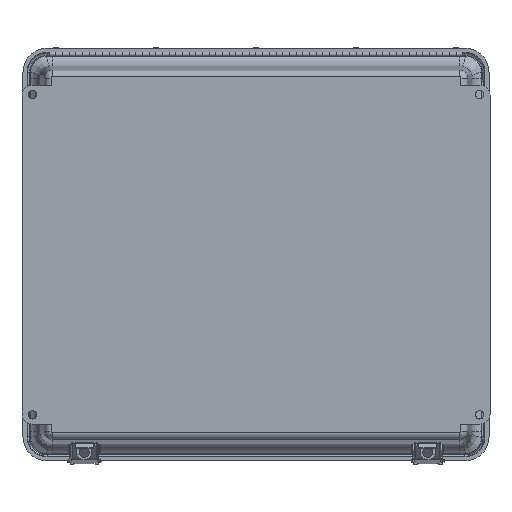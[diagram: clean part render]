
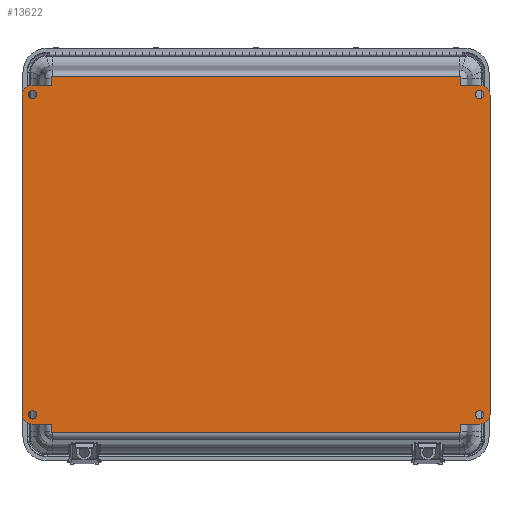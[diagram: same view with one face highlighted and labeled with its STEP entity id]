
A CAD part, top view. The second image highlights one B-rep face of the part: STEP entity #13622.
In plain terms, the highlighted planar face has unit normal (0, 0, 1).
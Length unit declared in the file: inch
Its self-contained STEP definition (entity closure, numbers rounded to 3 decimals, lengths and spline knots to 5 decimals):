
#414=LINE($,#20586,#1549);
#419=LINE($,#20598,#1554);
#428=LINE($,#20681,#1563);
#433=LINE($,#20693,#1568);
#435=LINE($,#20702,#1570);
#436=LINE($,#20724,#1571);
#439=LINE($,#20728,#1574);
#440=LINE($,#20744,#1575);
#458=LINE($,#21228,#1593);
#460=LINE($,#21259,#1595);
#461=LINE($,#21263,#1596);
#464=LINE($,#21269,#1599);
#1549=VECTOR($,#16291,0.71464);
#1554=VECTOR($,#16306,11.9375);
#1563=VECTOR($,#16365,0.71464);
#1568=VECTOR($,#16380,11.9375);
#1570=VECTOR($,#16392,0.71464);
#1571=VECTOR($,#16405,15.265);
#1574=VECTOR($,#16410,0.27345);
#1575=VECTOR($,#16419,0.27345);
#1593=VECTOR($,#16487,15.265);
#1595=VECTOR($,#16505,0.27345);
#1596=VECTOR($,#16510,0.27345);
#1599=VECTOR($,#16519,0.71464);
#2677=PLANE($,#14579);
#3007=CIRCLE($,#14333,0.156);
#3009=CIRCLE($,#14336,0.156);
#3011=CIRCLE($,#14339,0.156);
#3013=CIRCLE($,#14342,0.156);
#3065=CIRCLE($,#14460,0.375);
#3066=CIRCLE($,#14463,0.375);
#3082=CIRCLE($,#14490,0.375);
#3083=CIRCLE($,#14493,0.375);
#3086=CIRCLE($,#14498,0.04346);
#3091=CIRCLE($,#14505,0.04346);
#3112=CIRCLE($,#14535,0.04346);
#3116=CIRCLE($,#14539,0.04346);
#3725=FACE_BOUND($,#5028,.T.);
#3726=FACE_BOUND($,#5029,.T.);
#3727=FACE_BOUND($,#5030,.T.);
#3728=FACE_BOUND($,#5031,.T.);
#3729=FACE_BOUND($,#5032,.T.);
#5028=EDGE_LOOP($,(#9981));
#5029=EDGE_LOOP($,(#9982));
#5030=EDGE_LOOP($,(#9983));
#5031=EDGE_LOOP($,(#9984));
#5032=EDGE_LOOP($,(#9985,#9986,#9987,#9988,#9989,#9990,#9991,#9992,#9993,
#9994,#9995,#9996,#9997,#9998,#9999,#10000,#10001,#10002,#10003,#10004));
#6060=VERTEX_POINT($,#20135);
#6062=VERTEX_POINT($,#20140);
#6064=VERTEX_POINT($,#20145);
#6066=VERTEX_POINT($,#20150);
#6201=VERTEX_POINT($,#20583);
#6202=VERTEX_POINT($,#20585);
#6203=VERTEX_POINT($,#20592);
#6204=VERTEX_POINT($,#20596);
#6205=VERTEX_POINT($,#20600);
#6224=VERTEX_POINT($,#20678);
#6225=VERTEX_POINT($,#20680);
#6226=VERTEX_POINT($,#20687);
#6227=VERTEX_POINT($,#20691);
#6228=VERTEX_POINT($,#20695);
#6229=VERTEX_POINT($,#20700);
#6231=VERTEX_POINT($,#20713);
#6232=VERTEX_POINT($,#20715);
#6235=VERTEX_POINT($,#20722);
#6237=VERTEX_POINT($,#20739);
#6261=VERTEX_POINT($,#21225);
#6262=VERTEX_POINT($,#21227);
#6264=VERTEX_POINT($,#21241);
#6265=VERTEX_POINT($,#21254);
#6266=VERTEX_POINT($,#21261);
#7404=EDGE_CURVE($,#6060,#6060,#3007,.T.);
#7406=EDGE_CURVE($,#6062,#6062,#3009,.T.);
#7408=EDGE_CURVE($,#6064,#6064,#3011,.T.);
#7410=EDGE_CURVE($,#6066,#6066,#3013,.T.);
#7587=EDGE_CURVE($,#6201,#6202,#414,.T.);
#7592=EDGE_CURVE($,#6203,#6201,#3065,.T.);
#7594=EDGE_CURVE($,#6204,#6203,#419,.T.);
#7596=EDGE_CURVE($,#6205,#6204,#3066,.T.);
#7622=EDGE_CURVE($,#6224,#6225,#428,.T.);
#7627=EDGE_CURVE($,#6226,#6224,#3082,.T.);
#7629=EDGE_CURVE($,#6226,#6227,#433,.T.);
#7631=EDGE_CURVE($,#6228,#6227,#3083,.T.);
#7633=EDGE_CURVE($,#6229,#6205,#435,.T.);
#7635=EDGE_CURVE($,#6231,#6232,#3086,.T.);
#7639=EDGE_CURVE($,#6235,#6231,#436,.T.);
#7642=EDGE_CURVE($,#6232,#6229,#439,.T.);
#7644=EDGE_CURVE($,#6237,#6235,#3091,.T.);
#7646=EDGE_CURVE($,#6225,#6237,#440,.T.);
#7693=EDGE_CURVE($,#6261,#6262,#458,.T.);
#7697=EDGE_CURVE($,#6264,#6261,#3112,.T.);
#7701=EDGE_CURVE($,#6262,#6265,#3116,.T.);
#7702=EDGE_CURVE($,#6202,#6264,#460,.T.);
#7704=EDGE_CURVE($,#6265,#6266,#461,.T.);
#7707=EDGE_CURVE($,#6266,#6228,#464,.T.);
#9981=ORIENTED_EDGE($,*,*,#7404,.T.);
#9982=ORIENTED_EDGE($,*,*,#7406,.T.);
#9983=ORIENTED_EDGE($,*,*,#7408,.T.);
#9984=ORIENTED_EDGE($,*,*,#7410,.T.);
#9985=ORIENTED_EDGE($,*,*,#7592,.F.);
#9986=ORIENTED_EDGE($,*,*,#7594,.F.);
#9987=ORIENTED_EDGE($,*,*,#7596,.F.);
#9988=ORIENTED_EDGE($,*,*,#7633,.F.);
#9989=ORIENTED_EDGE($,*,*,#7642,.F.);
#9990=ORIENTED_EDGE($,*,*,#7635,.F.);
#9991=ORIENTED_EDGE($,*,*,#7639,.F.);
#9992=ORIENTED_EDGE($,*,*,#7644,.F.);
#9993=ORIENTED_EDGE($,*,*,#7646,.F.);
#9994=ORIENTED_EDGE($,*,*,#7622,.F.);
#9995=ORIENTED_EDGE($,*,*,#7627,.F.);
#9996=ORIENTED_EDGE($,*,*,#7629,.T.);
#9997=ORIENTED_EDGE($,*,*,#7631,.F.);
#9998=ORIENTED_EDGE($,*,*,#7707,.F.);
#9999=ORIENTED_EDGE($,*,*,#7704,.F.);
#10000=ORIENTED_EDGE($,*,*,#7701,.F.);
#10001=ORIENTED_EDGE($,*,*,#7693,.F.);
#10002=ORIENTED_EDGE($,*,*,#7697,.F.);
#10003=ORIENTED_EDGE($,*,*,#7702,.F.);
#10004=ORIENTED_EDGE($,*,*,#7587,.F.);
#13622=ADVANCED_FACE($,(#3725,#3726,#3727,#3728,#3729),#2677,.T.);
#14333=AXIS2_PLACEMENT_3D($,#20136,#15944,#15945);
#14336=AXIS2_PLACEMENT_3D($,#20141,#15950,#15951);
#14339=AXIS2_PLACEMENT_3D($,#20146,#15956,#15957);
#14342=AXIS2_PLACEMENT_3D($,#20151,#15962,#15963);
#14460=AXIS2_PLACEMENT_3D($,#20594,#16301,#16302);
#14463=AXIS2_PLACEMENT_3D($,#20602,#16310,#16311);
#14490=AXIS2_PLACEMENT_3D($,#20689,#16375,#16376);
#14493=AXIS2_PLACEMENT_3D($,#20697,#16384,#16385);
#14498=AXIS2_PLACEMENT_3D($,#20716,#16395,#16396);
#14505=AXIS2_PLACEMENT_3D($,#20741,#16413,#16414);
#14535=AXIS2_PLACEMENT_3D($,#21243,#16493,#16494);
#14539=AXIS2_PLACEMENT_3D($,#21257,#16501,#16502);
#14579=AXIS2_PLACEMENT_3D($,#21356,#16608,#16609);
#15944=DIRECTION('center_axis',(0.,0.,-1.));
#15945=DIRECTION('ref_axis',(-1.,0.,0.));
#15950=DIRECTION('center_axis',(0.,0.,-1.));
#15951=DIRECTION('ref_axis',(-1.,0.,0.));
#15956=DIRECTION('center_axis',(0.,0.,-1.));
#15957=DIRECTION('ref_axis',(-1.,0.,0.));
#15962=DIRECTION('center_axis',(0.,0.,-1.));
#15963=DIRECTION('ref_axis',(-1.,0.,0.));
#16291=DIRECTION($,(-1.,0.,0.));
#16301=DIRECTION('center_axis',(0.,0.,-1.));
#16302=DIRECTION('ref_axis',(0.707,-0.707,0.));
#16306=DIRECTION($,(0.,-1.,0.));
#16310=DIRECTION('center_axis',(0.,0.,-1.));
#16311=DIRECTION('ref_axis',(0.707,0.707,0.));
#16365=DIRECTION($,(1.,0.,0.));
#16375=DIRECTION('center_axis',(0.,0.,-1.));
#16376=DIRECTION('ref_axis',(-0.707,0.707,0.));
#16380=DIRECTION($,(0.,-1.,0.));
#16384=DIRECTION('center_axis',(0.,0.,-1.));
#16385=DIRECTION('ref_axis',(-0.707,-0.707,0.));
#16392=DIRECTION($,(1.,0.,0.));
#16395=DIRECTION('center_axis',(0.,0.,-1.));
#16396=DIRECTION('ref_axis',(0.707,0.707,0.));
#16405=DIRECTION($,(1.,0.,0.));
#16410=DIRECTION($,(0.,-1.,0.));
#16413=DIRECTION('center_axis',(0.,0.,-1.));
#16414=DIRECTION('ref_axis',(-0.707,0.707,0.));
#16419=DIRECTION($,(0.,1.,0.));
#16487=DIRECTION($,(-1.,0.,0.));
#16493=DIRECTION('center_axis',(0.,0.,-1.));
#16494=DIRECTION('ref_axis',(0.707,-0.707,0.));
#16501=DIRECTION('center_axis',(0.,0.,-1.));
#16502=DIRECTION('ref_axis',(-0.707,-0.707,0.));
#16505=DIRECTION($,(0.,-1.,0.));
#16510=DIRECTION($,(0.,1.,0.));
#16519=DIRECTION($,(-1.,0.,0.));
#16608=DIRECTION('center_axis',(0.,0.,1.));
#16609=DIRECTION('ref_axis',(1.,0.,0.));
#20135=CARTESIAN_POINT('',(-8.219,-6.,6.));
#20136=CARTESIAN_POINT('Origin',(-8.375,-6.,6.));
#20140=CARTESIAN_POINT('',(8.531,-6.,6.));
#20141=CARTESIAN_POINT('Origin',(8.375,-6.,6.));
#20145=CARTESIAN_POINT('',(8.531,6.,6.));
#20146=CARTESIAN_POINT('Origin',(8.375,6.,6.));
#20150=CARTESIAN_POINT('',(-8.219,6.,6.));
#20151=CARTESIAN_POINT('Origin',(-8.375,6.,6.));
#20583=CARTESIAN_POINT('',(8.3906,-6.34375,6.));
#20585=CARTESIAN_POINT('',(7.67596,-6.34375,6.));
#20586=CARTESIAN_POINT($,(4.3828,-6.34375,6.));
#20592=CARTESIAN_POINT('',(8.7656,-5.96875,6.));
#20594=CARTESIAN_POINT('Origin',(8.3906,-5.96875,6.));
#20596=CARTESIAN_POINT('',(8.7656,5.96875,6.));
#20598=CARTESIAN_POINT($,(8.7656,6.34375,6.));
#20600=CARTESIAN_POINT('',(8.3906,6.34375,6.));
#20602=CARTESIAN_POINT('Origin',(8.3906,5.96875,6.));
#20678=CARTESIAN_POINT('',(-8.3906,6.34375,6.));
#20680=CARTESIAN_POINT('',(-7.67596,6.34375,6.));
#20681=CARTESIAN_POINT($,(-4.3828,6.34375,6.));
#20687=CARTESIAN_POINT('',(-8.7656,5.96875,6.));
#20689=CARTESIAN_POINT('Origin',(-8.3906,5.96875,6.));
#20691=CARTESIAN_POINT('',(-8.7656,-5.96875,6.));
#20693=CARTESIAN_POINT($,(-8.7656,6.34375,6.));
#20695=CARTESIAN_POINT('',(-8.3906,-6.34375,6.));
#20697=CARTESIAN_POINT('Origin',(-8.3906,-5.96875,6.));
#20700=CARTESIAN_POINT('',(7.67596,6.34375,6.));
#20702=CARTESIAN_POINT($,(4.3828,6.34375,6.));
#20713=CARTESIAN_POINT('',(7.6325,6.66066,6.));
#20715=CARTESIAN_POINT('',(7.67596,6.6172,6.));
#20716=CARTESIAN_POINT('Origin',(7.6325,6.6172,6.));
#20722=CARTESIAN_POINT('',(-7.6325,6.66066,6.));
#20724=CARTESIAN_POINT($,(-3.81625,6.66066,6.));
#20728=CARTESIAN_POINT($,(7.67596,3.3086,6.));
#20739=CARTESIAN_POINT('',(-7.67596,6.6172,6.));
#20741=CARTESIAN_POINT('Origin',(-7.6325,6.6172,6.));
#20744=CARTESIAN_POINT($,(-7.67596,-3.3086,6.));
#21225=CARTESIAN_POINT('',(7.6325,-6.66066,6.));
#21227=CARTESIAN_POINT('',(-7.6325,-6.66066,6.));
#21228=CARTESIAN_POINT($,(3.81625,-6.66066,6.));
#21241=CARTESIAN_POINT('',(7.67596,-6.6172,6.));
#21243=CARTESIAN_POINT('Origin',(7.6325,-6.6172,6.));
#21254=CARTESIAN_POINT('',(-7.67596,-6.6172,6.));
#21257=CARTESIAN_POINT('Origin',(-7.6325,-6.6172,6.));
#21259=CARTESIAN_POINT($,(7.67596,3.3086,6.));
#21261=CARTESIAN_POINT('',(-7.67596,-6.34375,6.));
#21263=CARTESIAN_POINT($,(-7.67596,-3.3086,6.));
#21269=CARTESIAN_POINT($,(-4.3828,-6.34375,6.));
#21356=CARTESIAN_POINT('Origin',(0.,0.,6.));
